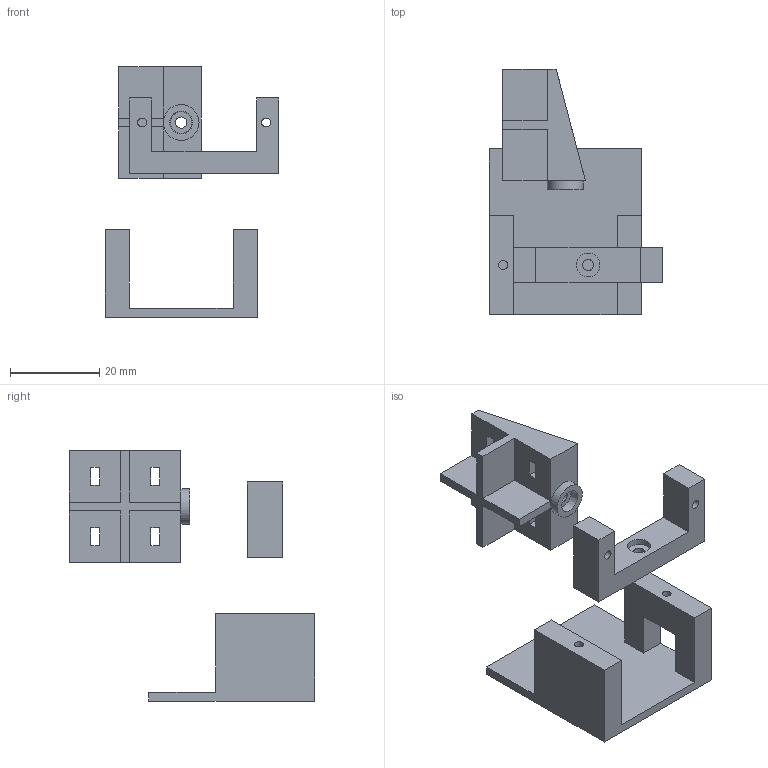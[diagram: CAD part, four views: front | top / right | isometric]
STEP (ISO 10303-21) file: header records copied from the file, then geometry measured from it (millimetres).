
FILE_DESCRIPTION(/* description */ (''),/* implementation_level */ '2;1');
FILE_NAME(/* name */ 'lysSker v4.step',/* time_stamp */ '2023-07-21T15:38:33+02:00',/* author */ (''),/* organization */ (''),/* preprocessor_version */ 'ST-DEVELOPER v19.2',/* originating_system */ 'Autodesk Translation Framework v12.6.0.85',/* authorisation */ '');
FILE_SCHEMA (('AUTOMOTIVE_DESIGN { 1 0 10303 214 3 1 1 }'));
Length unit declared in the file: millimetre
Products named in the file (1): lysSøker
Bounding box: 38.95 x 54.95 x 56.15 mm (x, y, z)
Volume: 12024.2 mm3; surface area: 9847.6 mm2
Topology: 3 solids, 3 shells, 79 faces, 204 edges, 136 vertices
Faces by surface type: plane 68, cylinder 9, cone 2
Full cylindrical faces by diameter (mm): 2 x4, 2.5 x2, 5.3 x1, 8 x1
Entity records: 2438 total; most frequent: CARTESIAN_POINT 420, ORIENTED_EDGE 408, DIRECTION 388, EDGE_CURVE 204, LINE 180, VECTOR 180, VERTEX_POINT 136, AXIS2_PLACEMENT_3D 104
